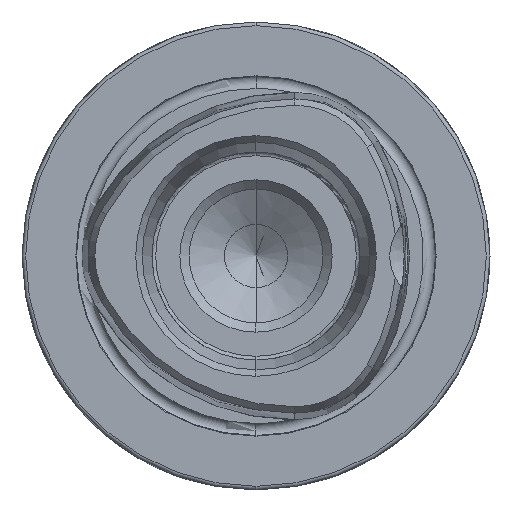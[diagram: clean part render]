
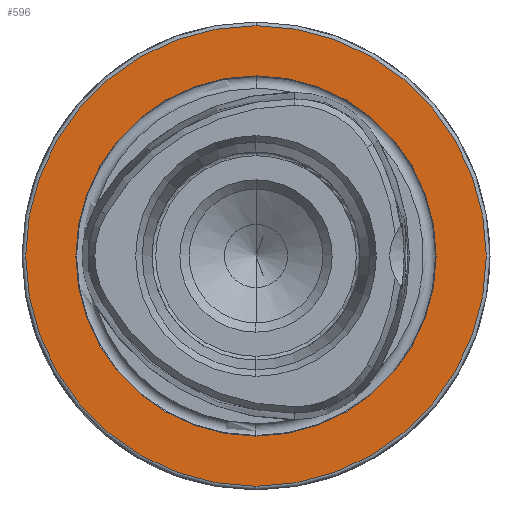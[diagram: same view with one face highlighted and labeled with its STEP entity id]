
A CAD part, left-side view. The second image highlights one B-rep face of the part: STEP entity #596.
In plain terms, the highlighted planar face has unit normal (-1, 0, 0).
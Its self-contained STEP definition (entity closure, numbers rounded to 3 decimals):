
#241 = EDGE_CURVE ( 'NONE', #7779, #7778, #1407, .T. ) ;
#242 = EDGE_CURVE ( 'NONE', #7776, #7774, #1401, .T. ) ;
#596 = ADVANCED_FACE ( 'NONE', ( #2254, #2260 ), #2122, .F. ) ;
#1401 = CIRCLE ( 'NONE', #1617, 24.25 ) ;
#1407 = CIRCLE ( 'NONE', #1616, 31. ) ;
#1616 = AXIS2_PLACEMENT_3D ( 'NONE', #1851, #1852, #1853 ) ;
#1617 = AXIS2_PLACEMENT_3D ( 'NONE', #1855, #1856, #1857 ) ;
#1764 = AXIS2_PLACEMENT_3D ( 'NONE', #2119, #2124, #2125 ) ;
#1851 = CARTESIAN_POINT ( 'NONE',  ( 0., 0., 0. ) ) ;
#1852 = DIRECTION ( 'NONE',  ( -1., 0., 0. ) ) ;
#1853 = DIRECTION ( 'NONE',  ( 0., 0., 1. ) ) ;
#1855 = CARTESIAN_POINT ( 'NONE',  ( 0., 0., 0. ) ) ;
#1856 = DIRECTION ( 'NONE',  ( -1., 0., 0. ) ) ;
#1857 = DIRECTION ( 'NONE',  ( 0., 0., 1. ) ) ;
#2119 = CARTESIAN_POINT ( 'NONE',  ( 0., 24.25, 0. ) ) ;
#2122 = PLANE ( 'NONE',  #1764 ) ;
#2124 = DIRECTION ( 'NONE',  ( 1., 0., 0. ) ) ;
#2125 = DIRECTION ( 'NONE',  ( 0., 0., -1. ) ) ;
#2254 = FACE_BOUND ( 'NONE', #9098, .T. ) ;
#2260 = FACE_OUTER_BOUND ( 'NONE', #9107, .T. ) ;
#3102 = EDGE_CURVE ( 'NONE', #7774, #7776, #6387, .T. ) ;
#3106 = EDGE_CURVE ( 'NONE', #7778, #7779, #6394, .T. ) ;
#5598 = AXIS2_PLACEMENT_3D ( 'NONE', #6296, #6297, #6298 ) ;
#5601 = AXIS2_PLACEMENT_3D ( 'NONE', #6306, #6307, #6308 ) ;
#6296 = CARTESIAN_POINT ( 'NONE',  ( 0., 0., 0. ) ) ;
#6297 = DIRECTION ( 'NONE',  ( -1., 0., 0. ) ) ;
#6298 = DIRECTION ( 'NONE',  ( 0., 0., 1. ) ) ;
#6306 = CARTESIAN_POINT ( 'NONE',  ( 0., 0., 0. ) ) ;
#6307 = DIRECTION ( 'NONE',  ( -1., 0., 0. ) ) ;
#6308 = DIRECTION ( 'NONE',  ( 0., 0., 1. ) ) ;
#6387 = CIRCLE ( 'NONE', #5598, 24.25 ) ;
#6394 = CIRCLE ( 'NONE', #5601, 31. ) ;
#7464 = CARTESIAN_POINT ( 'NONE',  ( 0., 0., -24.25 ) ) ;
#7466 = CARTESIAN_POINT ( 'NONE',  ( 0., 0., 24.25 ) ) ;
#7468 = CARTESIAN_POINT ( 'NONE',  ( 0., 0., 31. ) ) ;
#7469 = CARTESIAN_POINT ( 'NONE',  ( 0., 0., -31. ) ) ;
#7774 = VERTEX_POINT ( 'NONE', #7464 ) ;
#7776 = VERTEX_POINT ( 'NONE', #7466 ) ;
#7778 = VERTEX_POINT ( 'NONE', #7468 ) ;
#7779 = VERTEX_POINT ( 'NONE', #7469 ) ;
#8699 = ORIENTED_EDGE ( 'NONE', *, *, #242, .F. ) ;
#8700 = ORIENTED_EDGE ( 'NONE', *, *, #3102, .F. ) ;
#8701 = ORIENTED_EDGE ( 'NONE', *, *, #3106, .T. ) ;
#8702 = ORIENTED_EDGE ( 'NONE', *, *, #241, .T. ) ;
#9098 = EDGE_LOOP ( 'NONE', ( #8699, #8700 ) ) ;
#9107 = EDGE_LOOP ( 'NONE', ( #8701, #8702 ) ) ;
